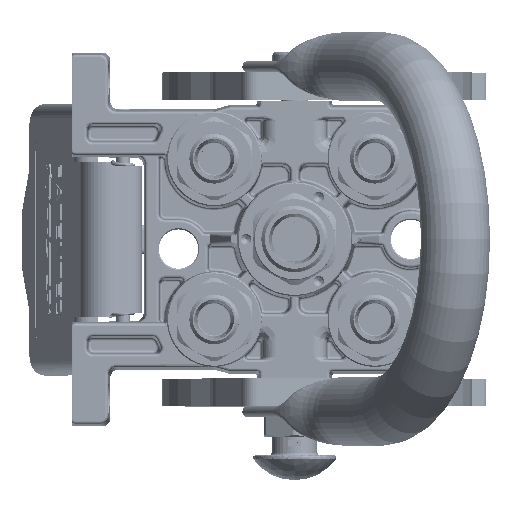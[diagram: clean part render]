
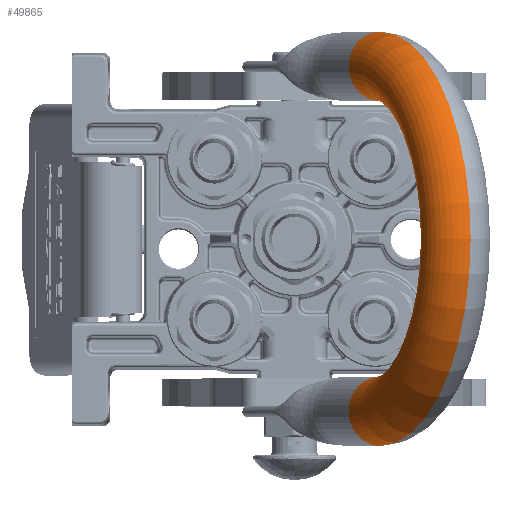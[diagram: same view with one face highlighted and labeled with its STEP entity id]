
A CAD part, top view. The second image highlights one B-rep face of the part: STEP entity #49865.
In plain terms, the highlighted toroidal (fillet/blend) face has major radius 62.25 mm and minor radius 12.5 mm.
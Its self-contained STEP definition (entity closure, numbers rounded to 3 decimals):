
#2866 = VERTEX_POINT ( 'NONE', #34920 ) ;
#15214 = DIRECTION ( 'NONE',  ( 1., 0., 0. ) ) ;
#18319 = CARTESIAN_POINT ( 'NONE',  ( -62.25, 0., 25.25 ) ) ;
#20322 = DIRECTION ( 'NONE',  ( 0., 0., 1. ) ) ;
#22154 = ORIENTED_EDGE ( 'NONE', *, *, #169855, .T. ) ;
#32202 = VERTEX_POINT ( 'NONE', #80235 ) ;
#34920 = CARTESIAN_POINT ( 'NONE',  ( -74.75, 0., 25.25 ) ) ;
#37189 = CIRCLE ( 'NONE', #145128, 74.75 ) ;
#47534 = CARTESIAN_POINT ( 'NONE',  ( 62.25, 0., 25.25 ) ) ;
#48087 = CARTESIAN_POINT ( 'NONE',  ( 0., 0., 25.25 ) ) ;
#49865 = ADVANCED_FACE ( 'NONE', ( #198005 ), #141428, .T. ) ;
#61731 = CARTESIAN_POINT ( 'NONE',  ( 0., 0., 25.25 ) ) ;
#73140 = AXIS2_PLACEMENT_3D ( 'NONE', #47534, #170987, #77762 ) ;
#75212 = ORIENTED_EDGE ( 'NONE', *, *, #159588, .T. ) ;
#76845 = DIRECTION ( 'NONE',  ( -1., 0., 0. ) ) ;
#77762 = DIRECTION ( 'NONE',  ( 1., 0., 0. ) ) ;
#80235 = CARTESIAN_POINT ( 'NONE',  ( 49.75, 0., 25.25 ) ) ;
#86557 = ORIENTED_EDGE ( 'NONE', *, *, #137403, .F. ) ;
#88512 = VERTEX_POINT ( 'NONE', #157123 ) ;
#106056 = EDGE_CURVE ( 'NONE', #131335, #32202, #153869, .T. ) ;
#110021 = CARTESIAN_POINT ( 'NONE',  ( 0., 0., 25.25 ) ) ;
#113195 = AXIS2_PLACEMENT_3D ( 'NONE', #18319, #20322, #145691 ) ;
#126372 = DIRECTION ( 'NONE',  ( 0., 1., 0. ) ) ;
#131335 = VERTEX_POINT ( 'NONE', #159512 ) ;
#137403 = EDGE_CURVE ( 'NONE', #2866, #131335, #37189, .T. ) ;
#141428 = TOROIDAL_SURFACE ( 'NONE', #197824, 62.25, 12.5 ) ;
#145128 = AXIS2_PLACEMENT_3D ( 'NONE', #110021, #126372, #156552 ) ;
#145691 = DIRECTION ( 'NONE',  ( -1., 0., 0. ) ) ;
#147215 = CIRCLE ( 'NONE', #113195, 12.5 ) ;
#153869 = CIRCLE ( 'NONE', #73140, 12.5 ) ;
#156552 = DIRECTION ( 'NONE',  ( -1., 0., 0. ) ) ;
#157123 = CARTESIAN_POINT ( 'NONE',  ( -49.75, 0., 25.25 ) ) ;
#159512 = CARTESIAN_POINT ( 'NONE',  ( 74.75, 0., 25.25 ) ) ;
#159588 = EDGE_CURVE ( 'NONE', #88512, #32202, #186996, .T. ) ;
#169855 = EDGE_CURVE ( 'NONE', #2866, #88512, #147215, .T. ) ;
#170987 = DIRECTION ( 'NONE',  ( 0., 0., -1. ) ) ;
#171158 = EDGE_LOOP ( 'NONE', ( #75212, #178401, #86557, #22154 ) ) ;
#178401 = ORIENTED_EDGE ( 'NONE', *, *, #106056, .F. ) ;
#185217 = DIRECTION ( 'NONE',  ( 0., 1., 0. ) ) ;
#186996 = CIRCLE ( 'NONE', #193354, 49.75 ) ;
#193354 = AXIS2_PLACEMENT_3D ( 'NONE', #61731, #185217, #76845 ) ;
#197824 = AXIS2_PLACEMENT_3D ( 'NONE', #48087, #203162, #15214 ) ;
#198005 = FACE_OUTER_BOUND ( 'NONE', #171158, .T. ) ;
#203162 = DIRECTION ( 'NONE',  ( 0., 1., 0. ) ) ;
